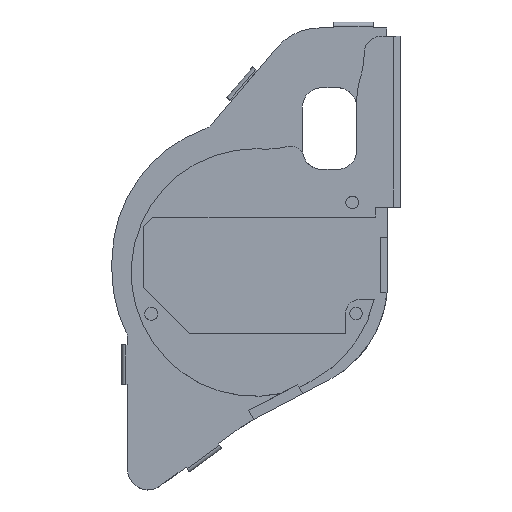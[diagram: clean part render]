
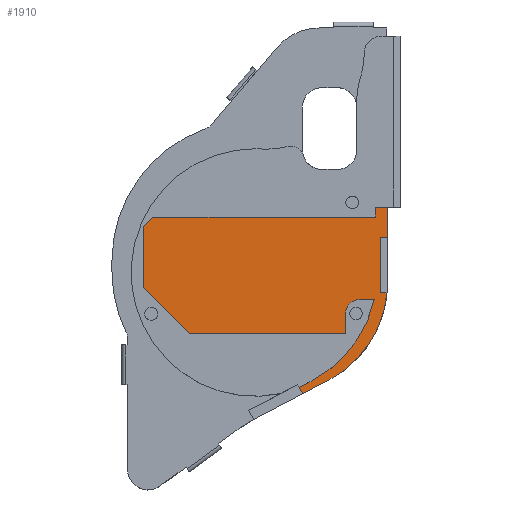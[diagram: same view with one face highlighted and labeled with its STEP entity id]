
A CAD part, top view. The second image highlights one B-rep face of the part: STEP entity #1910.
In plain terms, the highlighted planar face has unit normal (0, 0, 1).
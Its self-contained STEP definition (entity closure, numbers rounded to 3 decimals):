
#88=CARTESIAN_POINT('',(246.178,-15.308,-14.526));
#89=VERTEX_POINT('',#88);
#90=CARTESIAN_POINT('',(236.685,-27.541,-14.526));
#91=VERTEX_POINT('',#90);
#92=CARTESIAN_POINT('',(228.265,-11.208,-14.526));
#93=DIRECTION('',(0.,0.,-1.));
#94=DIRECTION('',(-1.,0.,-0.));
#95=AXIS2_PLACEMENT_3D('',#92,#93,#94);
#96=CIRCLE('',#95,18.376);
#97=EDGE_CURVE('',#89,#91,#96,.T.);
#138=CARTESIAN_POINT('',(243.918,-15.308,-14.526));
#139=VERTEX_POINT('',#138);
#140=CARTESIAN_POINT('',(246.178,-15.308,-14.526));
#141=DIRECTION('',(-1.,0.,-0.));
#142=VECTOR('',#141,2.26);
#143=LINE('',#140,#142);
#144=EDGE_CURVE('',#89,#139,#143,.T.);
#1079=CARTESIAN_POINT('',(236.692,-27.555,-14.526));
#1080=VERTEX_POINT('',#1079);
#1081=CARTESIAN_POINT('',(236.692,-27.555,-14.526));
#1082=DIRECTION('',(-0.464,0.886,-0.));
#1083=VECTOR('',#1082,0.016);
#1084=LINE('',#1081,#1083);
#1085=EDGE_CURVE('',#1080,#91,#1084,.T.);
#1157=CARTESIAN_POINT('',(248.167,-1.382,-14.526));
#1158=VERTEX_POINT('',#1157);
#1165=CARTESIAN_POINT('',(248.167,-5.912,-14.526));
#1166=VERTEX_POINT('',#1165);
#1167=CARTESIAN_POINT('',(248.167,-1.382,-14.526));
#1168=DIRECTION('',(0.,-1.,0.));
#1169=VECTOR('',#1168,4.529);
#1170=LINE('',#1167,#1169);
#1171=EDGE_CURVE('',#1158,#1166,#1170,.T.);
#1195=CARTESIAN_POINT('',(235.416,-29.43,-14.526));
#1196=VERTEX_POINT('',#1195);
#1220=CARTESIAN_POINT('',(239.376,-27.356,-14.526));
#1221=VERTEX_POINT('',#1220);
#1228=CARTESIAN_POINT('',(235.416,-29.43,-14.526));
#1229=DIRECTION('',(0.886,0.464,0.));
#1230=VECTOR('',#1229,4.47);
#1231=LINE('',#1228,#1230);
#1232=EDGE_CURVE('',#1196,#1221,#1231,.T.);
#1299=CARTESIAN_POINT('',(248.067,-1.383,-14.526));
#1300=VERTEX_POINT('',#1299);
#1306=CARTESIAN_POINT('',(248.167,-1.382,-14.526));
#1307=DIRECTION('',(-1.,-0.,-0.));
#1308=VECTOR('',#1307,0.1);
#1309=LINE('',#1306,#1308);
#1310=EDGE_CURVE('',#1158,#1300,#1309,.T.);
#1668=CARTESIAN_POINT('',(248.108,-14.217,-14.526));
#1669=VERTEX_POINT('',#1668);
#1677=CARTESIAN_POINT('',(231.767,-12.828,-14.526));
#1678=DIRECTION('',(-0.,0.,1.));
#1679=DIRECTION('',(1.,0.,0.));
#1680=AXIS2_PLACEMENT_3D('',#1677,#1678,#1679);
#1681=CIRCLE('',#1680,16.4);
#1682=EDGE_CURVE('',#1221,#1669,#1681,.T.);
#1703=CARTESIAN_POINT('',(211.501,-13.4,-14.526));
#1704=VERTEX_POINT('',#1703);
#1711=CARTESIAN_POINT('',(211.501,-4.311,-14.526));
#1712=VERTEX_POINT('',#1711);
#1713=CARTESIAN_POINT('',(211.501,-13.4,-14.526));
#1714=DIRECTION('',(0.,1.,0.));
#1715=VECTOR('',#1714,9.089);
#1716=LINE('',#1713,#1715);
#1717=EDGE_CURVE('',#1704,#1712,#1716,.T.);
#1733=CARTESIAN_POINT('',(212.928,-2.884,-14.526));
#1734=VERTEX_POINT('',#1733);
#1735=CARTESIAN_POINT('',(246.345,-2.884,-14.526));
#1736=VERTEX_POINT('',#1735);
#1737=CARTESIAN_POINT('',(212.928,-2.884,-14.526));
#1738=DIRECTION('',(1.,0.,0.));
#1739=VECTOR('',#1738,33.417);
#1740=LINE('',#1737,#1739);
#1741=EDGE_CURVE('',#1734,#1736,#1740,.T.);
#1765=CARTESIAN_POINT('',(241.909,-17.317,-14.526));
#1766=VERTEX_POINT('',#1765);
#1773=CARTESIAN_POINT('',(241.909,-20.366,-14.526));
#1774=VERTEX_POINT('',#1773);
#1775=CARTESIAN_POINT('',(241.909,-17.317,-14.526));
#1776=DIRECTION('',(0.,-1.,0.));
#1777=VECTOR('',#1776,3.049);
#1778=LINE('',#1775,#1777);
#1779=EDGE_CURVE('',#1766,#1774,#1778,.T.);
#1796=CARTESIAN_POINT('',(218.467,-20.366,-14.526));
#1797=VERTEX_POINT('',#1796);
#1798=CARTESIAN_POINT('',(241.909,-20.366,-14.526));
#1799=DIRECTION('',(-1.,0.,-0.));
#1800=VECTOR('',#1799,23.442);
#1801=LINE('',#1798,#1800);
#1802=EDGE_CURVE('',#1774,#1797,#1801,.T.);
#1814=CARTESIAN_POINT('',(227.469,-9.378,-14.526));
#1815=DIRECTION('',(-0.,0.,1.));
#1816=DIRECTION('',(-1.,0.,-0.));
#1817=AXIS2_PLACEMENT_3D('',#1814,#1815,#1816);
#1818=PLANE('',#1817);
#1819=ORIENTED_EDGE('',*,*,#144,.F.);
#1820=ORIENTED_EDGE('',*,*,#97,.T.);
#1821=ORIENTED_EDGE('',*,*,#1085,.F.);
#1822=CARTESIAN_POINT('',(234.921,-28.483,-14.526));
#1823=VERTEX_POINT('',#1822);
#1824=CARTESIAN_POINT('',(236.692,-27.555,-14.526));
#1825=DIRECTION('',(-0.886,-0.464,-0.));
#1826=VECTOR('',#1825,2.);
#1827=LINE('',#1824,#1826);
#1828=EDGE_CURVE('',#1080,#1823,#1827,.T.);
#1829=ORIENTED_EDGE('',*,*,#1828,.T.);
#1830=CARTESIAN_POINT('',(235.416,-29.43,-14.526));
#1831=DIRECTION('',(-0.464,0.886,-0.));
#1832=VECTOR('',#1831,1.068);
#1833=LINE('',#1830,#1832);
#1834=EDGE_CURVE('',#1196,#1823,#1833,.T.);
#1835=ORIENTED_EDGE('',*,*,#1834,.F.);
#1836=ORIENTED_EDGE('',*,*,#1232,.T.);
#1837=ORIENTED_EDGE('',*,*,#1682,.T.);
#1838=CARTESIAN_POINT('',(247.103,-14.217,-14.526));
#1839=VERTEX_POINT('',#1838);
#1840=CARTESIAN_POINT('',(247.103,-14.217,-14.526));
#1841=DIRECTION('',(1.,0.,0.));
#1842=VECTOR('',#1841,1.005);
#1843=LINE('',#1840,#1842);
#1844=EDGE_CURVE('',#1839,#1669,#1843,.T.);
#1845=ORIENTED_EDGE('',*,*,#1844,.F.);
#1846=CARTESIAN_POINT('',(247.102,-5.912,-14.526));
#1847=VERTEX_POINT('',#1846);
#1848=CARTESIAN_POINT('',(247.103,-14.217,-14.526));
#1849=DIRECTION('',(0.,1.,-0.));
#1850=VECTOR('',#1849,8.305);
#1851=LINE('',#1848,#1850);
#1852=EDGE_CURVE('',#1839,#1847,#1851,.T.);
#1853=ORIENTED_EDGE('',*,*,#1852,.T.);
#1854=CARTESIAN_POINT('',(248.167,-5.912,-14.526));
#1855=DIRECTION('',(-1.,0.,-0.));
#1856=VECTOR('',#1855,1.065);
#1857=LINE('',#1854,#1856);
#1858=EDGE_CURVE('',#1166,#1847,#1857,.T.);
#1859=ORIENTED_EDGE('',*,*,#1858,.F.);
#1860=ORIENTED_EDGE('',*,*,#1171,.F.);
#1861=ORIENTED_EDGE('',*,*,#1310,.T.);
#1862=CARTESIAN_POINT('',(246.357,-1.385,-14.526));
#1863=VERTEX_POINT('',#1862);
#1864=CARTESIAN_POINT('',(248.067,-1.383,-14.526));
#1865=DIRECTION('',(-1.,-0.002,-0.));
#1866=VECTOR('',#1865,1.71);
#1867=LINE('',#1864,#1866);
#1868=EDGE_CURVE('',#1300,#1863,#1867,.T.);
#1869=ORIENTED_EDGE('',*,*,#1868,.T.);
#1870=CARTESIAN_POINT('',(246.345,-1.398,-14.526));
#1871=VERTEX_POINT('',#1870);
#1872=CARTESIAN_POINT('',(246.357,-1.398,-14.526));
#1873=DIRECTION('',(0.,0.,-1.));
#1874=DIRECTION('',(-1.,0.,-0.));
#1875=AXIS2_PLACEMENT_3D('',#1872,#1873,#1874);
#1876=CIRCLE('',#1875,0.013);
#1877=EDGE_CURVE('',#1871,#1863,#1876,.T.);
#1878=ORIENTED_EDGE('',*,*,#1877,.F.);
#1879=CARTESIAN_POINT('',(246.345,-1.398,-14.526));
#1880=DIRECTION('',(0.,-1.,0.));
#1881=VECTOR('',#1880,1.486);
#1882=LINE('',#1879,#1881);
#1883=EDGE_CURVE('',#1871,#1736,#1882,.T.);
#1884=ORIENTED_EDGE('',*,*,#1883,.T.);
#1885=ORIENTED_EDGE('',*,*,#1741,.F.);
#1886=CARTESIAN_POINT('',(211.501,-4.311,-14.526));
#1887=DIRECTION('',(0.707,0.707,0.));
#1888=VECTOR('',#1887,2.018);
#1889=LINE('',#1886,#1888);
#1890=EDGE_CURVE('',#1712,#1734,#1889,.T.);
#1891=ORIENTED_EDGE('',*,*,#1890,.F.);
#1892=ORIENTED_EDGE('',*,*,#1717,.F.);
#1893=CARTESIAN_POINT('',(218.467,-20.366,-14.526));
#1894=DIRECTION('',(-0.707,0.707,-0.));
#1895=VECTOR('',#1894,9.851);
#1896=LINE('',#1893,#1895);
#1897=EDGE_CURVE('',#1797,#1704,#1896,.T.);
#1898=ORIENTED_EDGE('',*,*,#1897,.F.);
#1899=ORIENTED_EDGE('',*,*,#1802,.F.);
#1900=ORIENTED_EDGE('',*,*,#1779,.F.);
#1901=CARTESIAN_POINT('',(243.918,-17.317,-14.526));
#1902=DIRECTION('',(0.,-0.,-1.));
#1903=DIRECTION('',(1.,0.,0.));
#1904=AXIS2_PLACEMENT_3D('',#1901,#1902,#1903);
#1905=CIRCLE('',#1904,2.009);
#1906=EDGE_CURVE('',#1766,#139,#1905,.T.);
#1907=ORIENTED_EDGE('',*,*,#1906,.T.);
#1908=EDGE_LOOP('',(#1819,#1820,#1821,#1829,#1835,#1836,#1837,#1845,#1853,#1859,#1860,#1861,#1869,#1878,#1884,#1885,#1891,#1892,#1898,#1899,#1900,#1907));
#1909=FACE_BOUND('',#1908,.T.);
#1910=ADVANCED_FACE('',(#1909),#1818,.T.);
